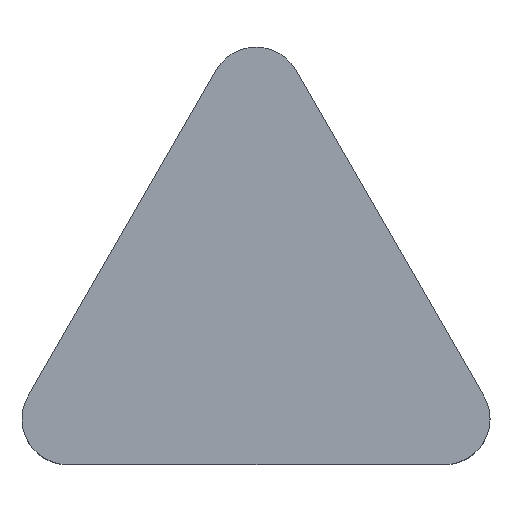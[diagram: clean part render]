
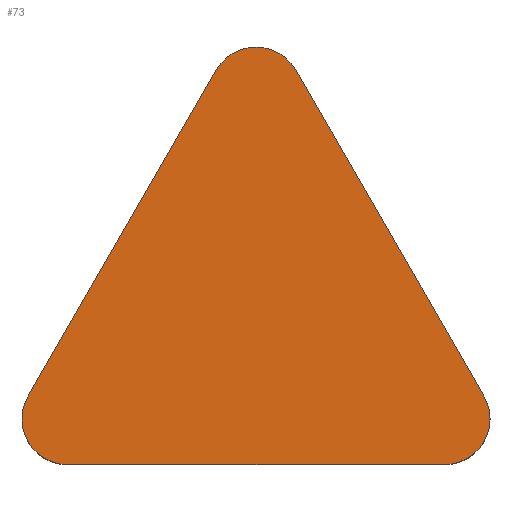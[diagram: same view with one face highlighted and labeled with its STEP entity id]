
A CAD part, top view. The second image highlights one B-rep face of the part: STEP entity #73.
In plain terms, the highlighted planar face has unit normal (0, 0, 1).
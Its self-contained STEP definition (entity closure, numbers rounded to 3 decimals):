
#63=VERTEX_POINT('',#157);
#65=EDGE_CURVE('',#63,#99,#159,.T.);
#73=ADVANCED_FACE('',(#167),#168,.T.);
#77=VERTEX_POINT('',#173);
#79=EDGE_CURVE('',#77,#63,#175,.T.);
#81=EDGE_CURVE('',#99,#105,#177,.T.);
#89=EDGE_CURVE('',#129,#103,#185,.T.);
#99=VERTEX_POINT('',#195);
#103=VERTEX_POINT('',#200);
#105=VERTEX_POINT('',#202);
#109=EDGE_CURVE('',#105,#129,#207,.T.);
#129=VERTEX_POINT('',#230);
#133=EDGE_CURVE('',#103,#77,#234,.T.);
#157=CARTESIAN_POINT('',(15.935,0.0,0.0));
#159=CIRCLE('',#252,1.6);
#167=FACE_OUTER_BOUND('',#264,.T.);
#168=PLANE('',#265);
#173=CARTESIAN_POINT('',(2.771,0.0,0.0));
#175=LINE('',#273,#274);
#177=LINE('',#277,#278);
#185=LINE('',#289,#290);
#195=CARTESIAN_POINT('',(17.321,2.4,0.0));
#200=CARTESIAN_POINT('',(1.386,2.4,0.0));
#202=CARTESIAN_POINT('',(10.739,13.8,0.0));
#207=CIRCLE('',#317,1.6);
#230=CARTESIAN_POINT('',(7.967,13.8,0.0));
#234=CIRCLE('',#353,1.6);
#252=AXIS2_PLACEMENT_3D('',#364,#365,#366);
#264=EDGE_LOOP('',(#370,#371,#372,#373,#374,#375));
#265=AXIS2_PLACEMENT_3D('',#376,#377,#378);
#273=CARTESIAN_POINT('',(2.771,0.0,0.0));
#274=VECTOR('',#389,1.0);
#277=CARTESIAN_POINT('',(17.321,2.4,0.0));
#278=VECTOR('',#390,1.0);
#289=CARTESIAN_POINT('',(7.967,13.8,0.0));
#290=VECTOR('',#392,1.0);
#317=AXIS2_PLACEMENT_3D('',#415,#416,#417);
#353=AXIS2_PLACEMENT_3D('',#451,#452,#453);
#364=CARTESIAN_POINT('',(15.935,1.6,0.0));
#365=DIRECTION('',(0.0,0.0,1.0));
#366=DIRECTION('',(0.,-1.0,0.0));
#370=ORIENTED_EDGE('',*,*,#79,.T.);
#371=ORIENTED_EDGE('',*,*,#65,.T.);
#372=ORIENTED_EDGE('',*,*,#81,.T.);
#373=ORIENTED_EDGE('',*,*,#109,.T.);
#374=ORIENTED_EDGE('',*,*,#89,.T.);
#375=ORIENTED_EDGE('',*,*,#133,.T.);
#376=CARTESIAN_POINT('',(9.353,5.4,0.0));
#377=DIRECTION('',(0.0,0.0,1.0));
#378=DIRECTION('',(1.0,0.0,0.0));
#389=DIRECTION('',(1.0,0.0,0.0));
#390=DIRECTION('',(-0.5,0.866,0.0));
#392=DIRECTION('',(-0.5,-0.866,0.0));
#415=CARTESIAN_POINT('',(9.353,13.,0.0));
#416=DIRECTION('',(0.0,-0.0,1.0));
#417=DIRECTION('',(0.866,0.5,0.0));
#451=CARTESIAN_POINT('',(2.771,1.6,0.0));
#452=DIRECTION('',(0.0,0.0,1.0));
#453=DIRECTION('',(-0.866,0.5,0.0));
